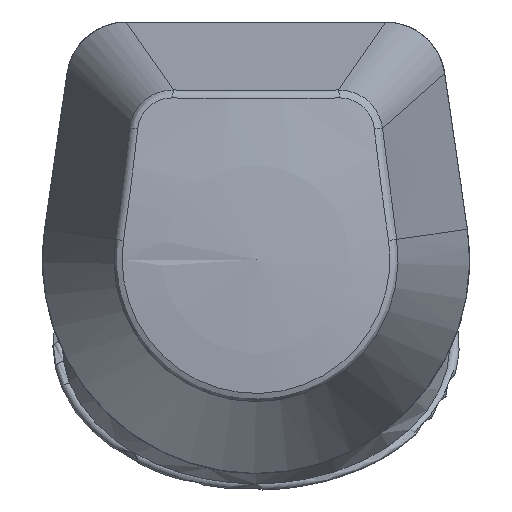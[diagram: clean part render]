
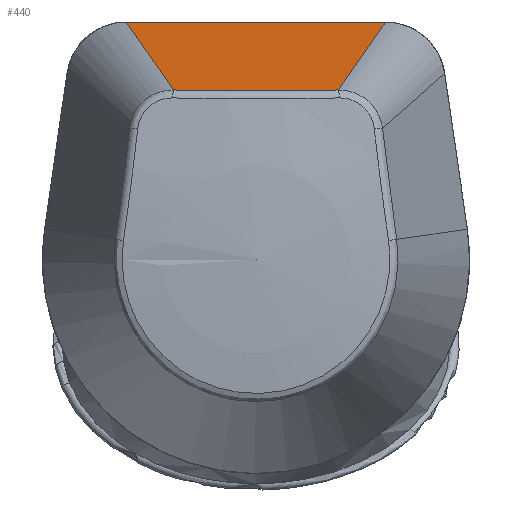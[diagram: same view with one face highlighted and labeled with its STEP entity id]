
A CAD part, top view. The second image highlights one B-rep face of the part: STEP entity #440.
In plain terms, the highlighted planar face has unit normal (0, 0.954, 0.3).
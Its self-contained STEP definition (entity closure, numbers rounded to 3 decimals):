
#153=PLANE('',#3130);
#291=CIRCLE('',#3129,338.212);
#440=ADVANCED_FACE('',(#650),#153,.F.);
#650=FACE_OUTER_BOUND('',#832,.T.);
#832=EDGE_LOOP('',(#1318,#1319,#1320,#1321));
#1054=LINE('',#4569,#1174);
#1055=LINE('',#4616,#1175);
#1056=LINE('',#4618,#1176);
#1174=VECTOR('',#3407,1.);
#1175=VECTOR('',#3408,1.);
#1176=VECTOR('',#3409,1.);
#1318=ORIENTED_EDGE('',*,*,#2509,.F.);
#1319=ORIENTED_EDGE('',*,*,#2511,.T.);
#1320=ORIENTED_EDGE('',*,*,#2512,.T.);
#1321=ORIENTED_EDGE('',*,*,#2513,.T.);
#2230=VERTEX_POINT('',#4568);
#2231=VERTEX_POINT('',#4570);
#2232=VERTEX_POINT('',#4617);
#2233=VERTEX_POINT('',#4619);
#2509=EDGE_CURVE('',#2230,#2231,#1054,.T.);
#2511=EDGE_CURVE('',#2230,#2232,#1055,.T.);
#2512=EDGE_CURVE('',#2232,#2233,#1056,.T.);
#2513=EDGE_CURVE('',#2233,#2231,#291,.T.);
#3129=AXIS2_PLACEMENT_3D('',#4620,#3410,#3411);
#3130=AXIS2_PLACEMENT_3D('',#4621,#3412,#3413);
#3407=DIRECTION('',(-0.201,-0.294,0.935));
#3408=DIRECTION('',(-1.,0.,0.));
#3409=DIRECTION('',(0.203,-0.293,0.934));
#3410=DIRECTION('',(0.,0.954,0.3));
#3411=DIRECTION('',(0.,-0.3,0.954));
#3412=DIRECTION('',(0.,-0.954,-0.3));
#3413=DIRECTION('',(0.,-0.3,0.954));
#4568=CARTESIAN_POINT('',(39.968,73.606,131.851));
#4569=CARTESIAN_POINT('',(32.35,62.502,167.205));
#4570=CARTESIAN_POINT('',(25.515,52.54,198.922));
#4616=CARTESIAN_POINT('',(-0.05,73.606,131.851));
#4617=CARTESIAN_POINT('',(-40.069,73.606,131.851));
#4618=CARTESIAN_POINT('',(-32.4,62.502,167.205));
#4619=CARTESIAN_POINT('',(-25.521,52.54,198.922));
#4620=CARTESIAN_POINT('',(0.,153.597,-122.829));
#4621=CARTESIAN_POINT('',(-0.05,73.652,131.705));
